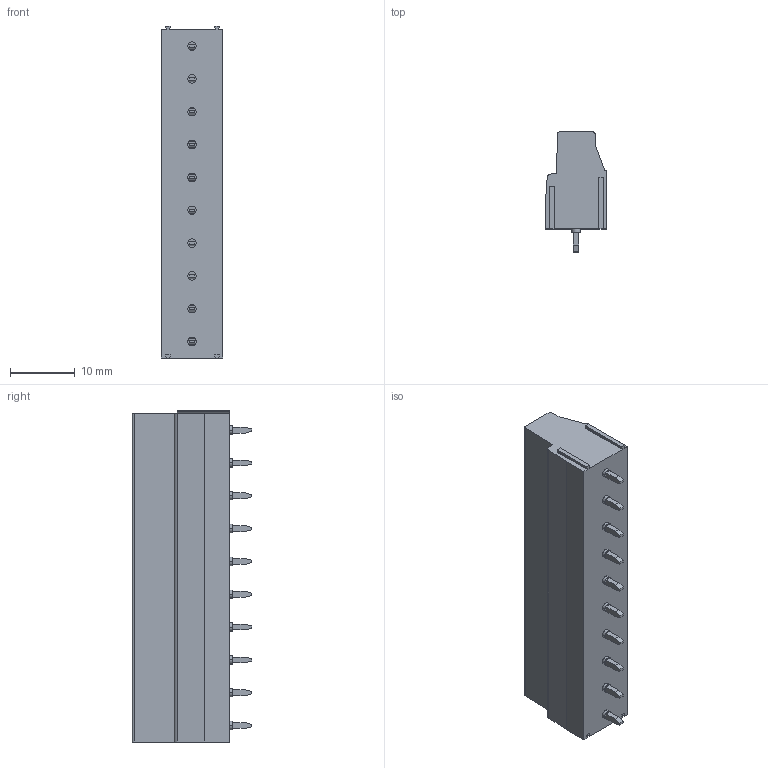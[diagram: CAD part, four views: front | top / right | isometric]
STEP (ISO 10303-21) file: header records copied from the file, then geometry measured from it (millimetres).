
FILE_DESCRIPTION(('SolidDesigner STEP Export'),'2;1');
FILE_NAME('mkdsn_2.5-10-5.08.stp','2014-11-07T 8:16:37',(''),(''),'Creo Elements/Direct Modeling STEP processor for AP214 (Solid Model)','Creo Elements/Direct Modeling 18.1B 29-Sep-2012 (C) Parametric Technology GmbH','');
FILE_SCHEMA(('AUTOMOTIVE_DESIGN { 1 0 10303 214 1 1 1 1 }'));
Length unit declared in the file: millimetre
Products named in the file (2): mkdsn_2.5-10-5.08
Assembly tree (1 placements, depth 2):
  mkdsn_2.5-10-5.08
    mkdsn_2.5-10-5.08
Bounding box: 9.5 x 18.5 x 51.37 mm (x, y, z)
Volume: 5796.7 mm3; surface area: 3564.4 mm2
Topology: 1 solids, 1 shells, 1192 faces, 3116 edges, 1980 vertices
Faces by surface type: plane 1003, cylinder 63, cone 60, torus 56, sphere 10
Entity records: 48531 total; most frequent: CARTESIAN_POINT 11252, ORIENTED_EDGE 6232, DIRECTION 5066, EDGE_CURVE 3116, VECTOR 2396, LINE 2396, VERTEX_POINT 1980, AXIS2_PLACEMENT_3D 1335
